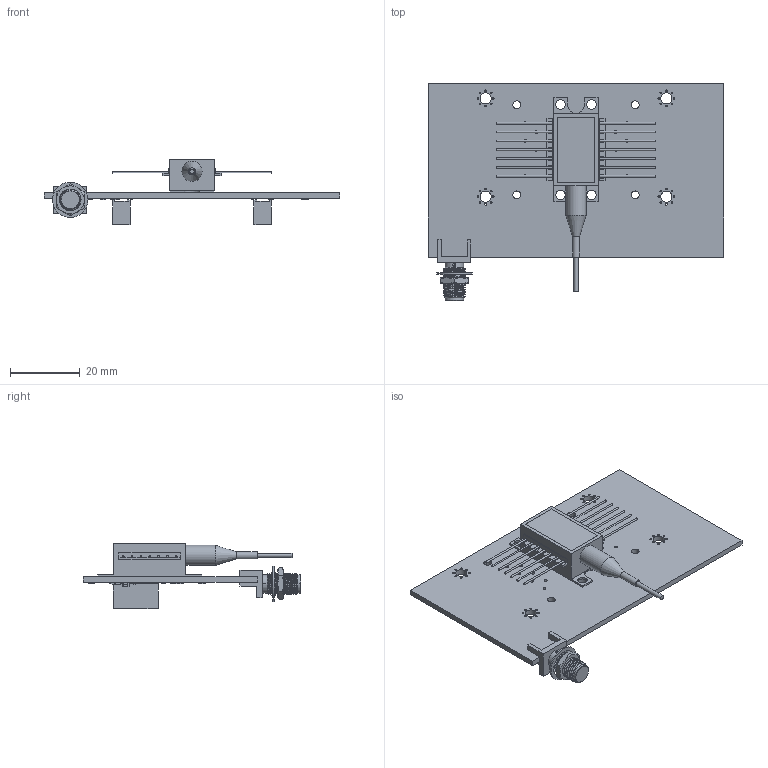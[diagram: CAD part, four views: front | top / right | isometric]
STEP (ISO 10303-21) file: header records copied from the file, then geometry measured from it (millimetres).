
FILE_DESCRIPTION(('KiCad electronic assembly'),'2;1');
FILE_NAME('Kirdy_LD_Adapter.step','2023-11-24T13:42:38',('Pcbnew'),( 'Kicad'),'Open CASCADE STEP processor 7.6','KiCad to STEP converter' ,'Unknown');
FILE_SCHEMA(('AUTOMOTIVE_DESIGN { 1 0 10303 214 1 1 1 1 }'));
Length unit declared in the file: millimetre
Products named in the file (18): Kirdy_LD_Adapter 1; Butterfly-14-Lead; COMPOUND; L_0402_1005Metric; SOLID; R_0805_2012Metric; C_0402_1005Metric; L_0805_2012Metric; M20-7870542_asm; User Library-132289_iges_file; R_0402_1005Metric; kirdy_LD_adapter_type_1 PCB
Assembly tree (35 placements, depth 3):
  Kirdy_LD_Adapter 1
    Butterfly-14-Lead
      COMPOUND
    L_0402_1005Metric  x2
      SOLID
    R_0805_2012Metric  x14
      SOLID
    C_0402_1005Metric  x3
      SOLID
    L_0805_2012Metric
      SOLID
    M20-7870542_asm  x2
      COMPOUND
    User Library-132289_iges_file
      COMPOUND
    R_0402_1005Metric  x2
      SOLID
    kirdy_LD_adapter_type_1 PCB
Bounding box: 85 x 62.5 x 18.69 mm (x, y, z)
Volume: 10266.4 mm3; surface area: 14650.7 mm2
Topology: 46 solids, 57 shells, 2548 faces, 7234 edges, 4723 vertices
Faces by surface type: plane 1644, cylinder 822, bspline 59, cone 23
Full cylindrical faces by diameter (mm): 0.5 x46, 0.8 x14, 1.27 x1, 2 x1, 2.2 x4, 2.7 x4, 2.9 x4, 3.2 x4, 5.8 x1
Entity records: 106874 total; most frequent: CARTESIAN_POINT 30259, DIRECTION 13353, LINE 8771, VECTOR 8771, ORIENTED_EDGE 7476, PCURVE 7476, DEFINITIONAL_REPRESENTATION 7476, EDGE_CURVE 3778
